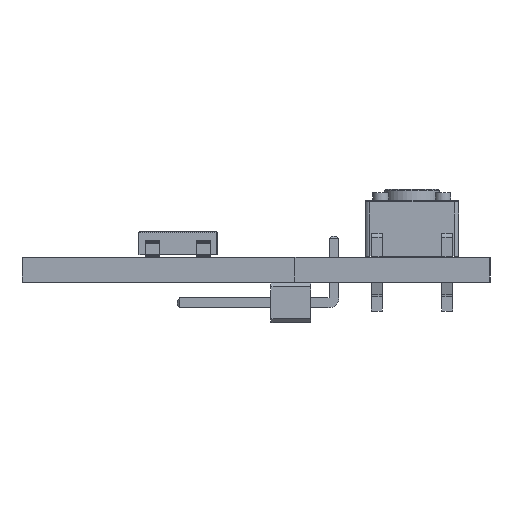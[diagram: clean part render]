
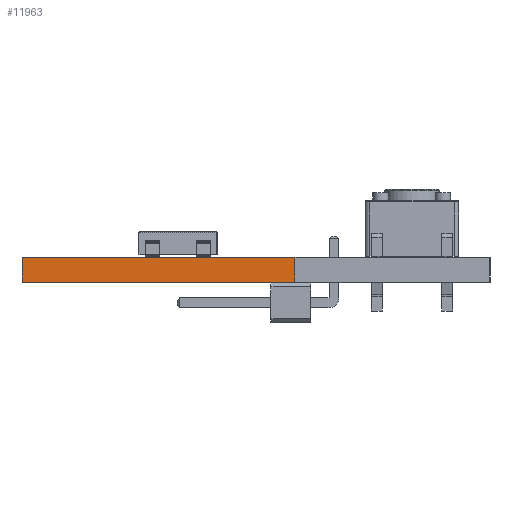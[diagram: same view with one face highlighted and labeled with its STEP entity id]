
A CAD part, left-side view. The second image highlights one B-rep face of the part: STEP entity #11963.
In plain terms, the highlighted planar face has unit normal (-1, 0, 0).
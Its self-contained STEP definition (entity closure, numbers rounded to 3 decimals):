
#11332 = VERTEX_POINT('',#11333);
#11333 = CARTESIAN_POINT('',(63.,-22.5,0.));
#11339 = EDGE_CURVE('',#11340,#11332,#11342,.T.);
#11340 = VERTEX_POINT('',#11341);
#11341 = CARTESIAN_POINT('',(63.,-40.,0.));
#11342 = LINE('',#11343,#11344);
#11343 = CARTESIAN_POINT('',(63.,-40.,0.));
#11344 = VECTOR('',#11345,1.);
#11345 = DIRECTION('',(0.,1.,0.));
#11634 = VERTEX_POINT('',#11635);
#11635 = CARTESIAN_POINT('',(63.,-22.5,1.6));
#11641 = EDGE_CURVE('',#11642,#11634,#11644,.T.);
#11642 = VERTEX_POINT('',#11643);
#11643 = CARTESIAN_POINT('',(63.,-40.,1.6));
#11644 = LINE('',#11645,#11646);
#11645 = CARTESIAN_POINT('',(63.,-40.,1.6));
#11646 = VECTOR('',#11647,1.);
#11647 = DIRECTION('',(0.,1.,0.));
#11933 = EDGE_CURVE('',#11332,#11634,#11934,.T.);
#11934 = LINE('',#11935,#11936);
#11935 = CARTESIAN_POINT('',(63.,-22.5,0.));
#11936 = VECTOR('',#11937,1.);
#11937 = DIRECTION('',(0.,0.,1.));
#11963 = ADVANCED_FACE('',(#11964),#11975,.T.);
#11964 = FACE_BOUND('',#11965,.T.);
#11965 = EDGE_LOOP('',(#11966,#11972,#11973,#11974));
#11966 = ORIENTED_EDGE('',*,*,#11967,.T.);
#11967 = EDGE_CURVE('',#11340,#11642,#11968,.T.);
#11968 = LINE('',#11969,#11970);
#11969 = CARTESIAN_POINT('',(63.,-40.,0.));
#11970 = VECTOR('',#11971,1.);
#11971 = DIRECTION('',(0.,0.,1.));
#11972 = ORIENTED_EDGE('',*,*,#11641,.T.);
#11973 = ORIENTED_EDGE('',*,*,#11933,.F.);
#11974 = ORIENTED_EDGE('',*,*,#11339,.F.);
#11975 = PLANE('',#11976);
#11976 = AXIS2_PLACEMENT_3D('',#11977,#11978,#11979);
#11977 = CARTESIAN_POINT('',(63.,-40.,0.));
#11978 = DIRECTION('',(-1.,0.,0.));
#11979 = DIRECTION('',(0.,1.,0.));
